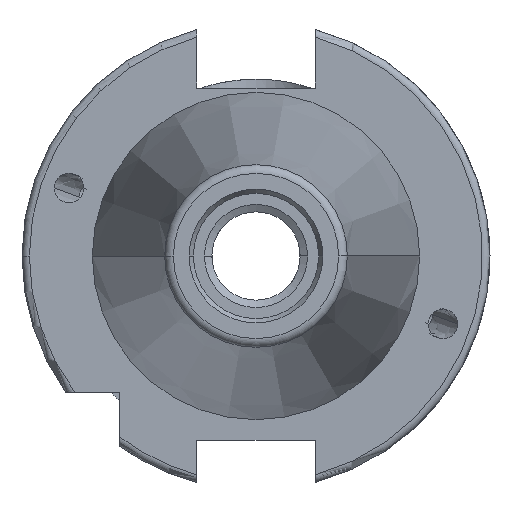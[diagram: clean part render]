
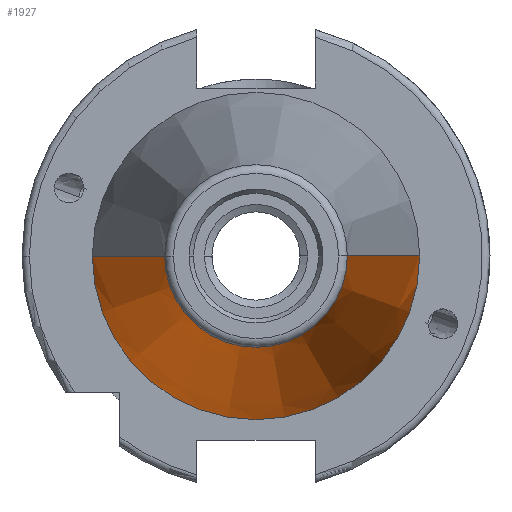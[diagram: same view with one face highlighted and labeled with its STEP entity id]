
A CAD part, left-side view. The second image highlights one B-rep face of the part: STEP entity #1927.
In plain terms, the highlighted conical face has half-angle 8.297 degrees and reference radius 22.225 mm.
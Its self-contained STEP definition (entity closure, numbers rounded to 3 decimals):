
#198 = AXIS2_PLACEMENT_3D ( 'NONE', #283, #3311, #1404 ) ;
#283 = CARTESIAN_POINT ( 'NONE',  ( 9.9, 0., 0. ) ) ;
#335 = AXIS2_PLACEMENT_3D ( 'NONE', #1053, #4061, #1439 ) ;
#564 = CARTESIAN_POINT ( 'NONE',  ( -57.473, 12.4, 0. ) ) ;
#863 = AXIS2_PLACEMENT_3D ( 'NONE', #4281, #3862, #4953 ) ;
#879 = DIRECTION ( 'NONE',  ( 0.99, 0.144, 0. ) ) ;
#961 = CARTESIAN_POINT ( 'NONE',  ( -57.473, -12.4, 0. ) ) ;
#997 = ORIENTED_EDGE ( 'NONE', *, *, #1269, .T. ) ;
#1053 = CARTESIAN_POINT ( 'NONE',  ( -57.473, 0., 0. ) ) ;
#1269 = EDGE_CURVE ( 'NONE', #1594, #2943, #4650, .T. ) ;
#1329 = CONICAL_SURFACE ( 'NONE', #863, 22.225, 0.145 ) ;
#1404 = DIRECTION ( 'NONE',  ( 0., 1., 0. ) ) ;
#1439 = DIRECTION ( 'NONE',  ( 0., 1., 0. ) ) ;
#1446 = EDGE_CURVE ( 'NONE', #1594, #2055, #4820, .T. ) ;
#1550 = EDGE_CURVE ( 'NONE', #2943, #3296, #3381, .T. ) ;
#1594 = VERTEX_POINT ( 'NONE', #564 ) ;
#1787 = VECTOR ( 'NONE', #4435, 1000. ) ;
#1893 = CARTESIAN_POINT ( 'NONE',  ( 9.9, 22.225, 0. ) ) ;
#1927 = ADVANCED_FACE ( 'NONE', ( #4514 ), #1329, .T. ) ;
#2055 = VERTEX_POINT ( 'NONE', #961 ) ;
#2125 = ORIENTED_EDGE ( 'NONE', *, *, #1550, .T. ) ;
#2943 = VERTEX_POINT ( 'NONE', #1893 ) ;
#3169 = CARTESIAN_POINT ( 'NONE',  ( 9.9, -22.225, 0. ) ) ;
#3296 = VERTEX_POINT ( 'NONE', #3169 ) ;
#3311 = DIRECTION ( 'NONE',  ( -1., 0., 0. ) ) ;
#3381 = CIRCLE ( 'NONE', #198, 22.225 ) ;
#3400 = EDGE_CURVE ( 'NONE', #2055, #3296, #3846, .T. ) ;
#3846 = LINE ( 'NONE', #4008, #1787 ) ;
#3862 = DIRECTION ( 'NONE',  ( 1., 0., 0. ) ) ;
#3901 = ORIENTED_EDGE ( 'NONE', *, *, #3400, .F. ) ;
#4008 = CARTESIAN_POINT ( 'NONE',  ( 9.9, -22.225, 0. ) ) ;
#4061 = DIRECTION ( 'NONE',  ( -1., 0., 0. ) ) ;
#4204 = CARTESIAN_POINT ( 'NONE',  ( 9.9, 22.225, 0. ) ) ;
#4281 = CARTESIAN_POINT ( 'NONE',  ( 9.9, 0., 0. ) ) ;
#4397 = VECTOR ( 'NONE', #879, 1000. ) ;
#4435 = DIRECTION ( 'NONE',  ( 0.99, -0.144, 0. ) ) ;
#4514 = FACE_OUTER_BOUND ( 'NONE', #4660, .T. ) ;
#4650 = LINE ( 'NONE', #4204, #4397 ) ;
#4660 = EDGE_LOOP ( 'NONE', ( #4715, #997, #2125, #3901 ) ) ;
#4715 = ORIENTED_EDGE ( 'NONE', *, *, #1446, .F. ) ;
#4820 = CIRCLE ( 'NONE', #335, 12.4 ) ;
#4953 = DIRECTION ( 'NONE',  ( 0., -1., 0. ) ) ;
